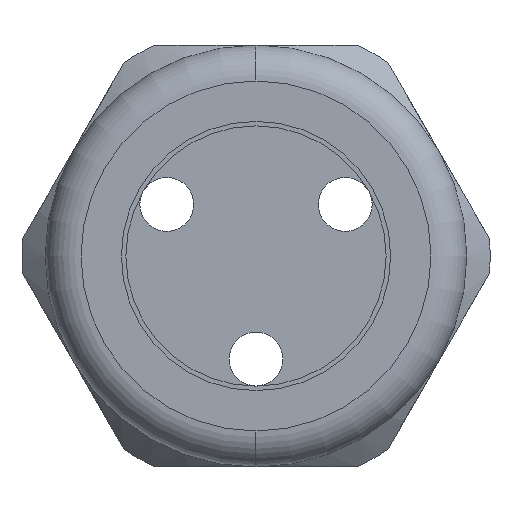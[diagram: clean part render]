
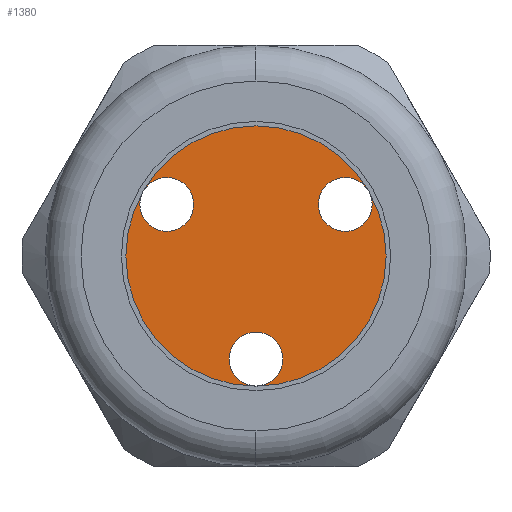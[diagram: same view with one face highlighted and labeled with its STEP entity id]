
A CAD part, left-side view. The second image highlights one B-rep face of the part: STEP entity #1380.
In plain terms, the highlighted planar face has unit normal (-1, 0, 0).
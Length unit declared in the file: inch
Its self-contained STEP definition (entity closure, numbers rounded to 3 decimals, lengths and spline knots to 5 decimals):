
#1248 = EDGE_CURVE ( 'NONE', #1361, #1286, #3941, .T. ) ;
#1253 = VERTEX_POINT ( 'NONE', #3929 ) ;
#1286 = VERTEX_POINT ( 'NONE', #4013 ) ;
#1315 = EDGE_CURVE ( 'NONE', #1253, #1316, #4082, .T. ) ;
#1316 = VERTEX_POINT ( 'NONE', #4077 ) ;
#1337 = VERTEX_POINT ( 'NONE', #4110 ) ;
#1339 = VERTEX_POINT ( 'NONE', #4109 ) ;
#1342 = EDGE_CURVE ( 'NONE', #1343, #1344, #4106, .T. ) ;
#1343 = VERTEX_POINT ( 'NONE', #4097 ) ;
#1344 = VERTEX_POINT ( 'NONE', #4096 ) ;
#1353 = EDGE_CURVE ( 'NONE', #1337, #1339, #4145, .T. ) ;
#1361 = VERTEX_POINT ( 'NONE', #4129 ) ;
#1363 = EDGE_LOOP ( 'NONE', ( #1364, #1366 ) ) ;
#1364 = ORIENTED_EDGE ( 'NONE', *, *, #1365, .F. ) ;
#1365 = EDGE_CURVE ( 'NONE', #1339, #1337, #4127, .T. ) ;
#1366 = ORIENTED_EDGE ( 'NONE', *, *, #1353, .F. ) ;
#1367 = EDGE_LOOP ( 'NONE', ( #1368, #1369 ) ) ;
#1368 = ORIENTED_EDGE ( 'NONE', *, *, #1377, .T. ) ;
#1369 = ORIENTED_EDGE ( 'NONE', *, *, #1342, .T. ) ;
#1377 = EDGE_CURVE ( 'NONE', #1344, #1343, #4177, .T. ) ;
#1380 = ADVANCED_FACE ( 'NONE', ( #4172, #4171, #4170, #4169 ), #4168, .T. ) ;
#1381 = EDGE_LOOP ( 'NONE', ( #1425, #1427 ) ) ;
#1425 = ORIENTED_EDGE ( 'NONE', *, *, #1426, .F. ) ;
#1426 = EDGE_CURVE ( 'NONE', #1286, #1361, #4236, .T. ) ;
#1427 = ORIENTED_EDGE ( 'NONE', *, *, #1248, .F. ) ;
#1428 = EDGE_LOOP ( 'NONE', ( #1429, #1436 ) ) ;
#1429 = ORIENTED_EDGE ( 'NONE', *, *, #1430, .F. ) ;
#1430 = EDGE_CURVE ( 'NONE', #1316, #1253, #4231, .T. ) ;
#1436 = ORIENTED_EDGE ( 'NONE', *, *, #1315, .F. ) ;
#3929 = CARTESIAN_POINT ( 'NONE',  ( -1.35, -0.19898, 0.05488 ) ) ;
#3937 = DIRECTION ( 'NONE',  ( 0., -0.866, -0.5 ) ) ;
#3938 = DIRECTION ( 'NONE',  ( -1., 0., 0. ) ) ;
#3939 = CARTESIAN_POINT ( 'NONE',  ( -1.35, 0.19898, 0.11488 ) ) ;
#3940 = AXIS2_PLACEMENT_3D ( 'NONE', #3939, #3938, #3937 ) ;
#3941 = CIRCLE ( 'NONE', #3940, 0.06 ) ;
#4013 = CARTESIAN_POINT ( 'NONE',  ( -1.35, 0.19898, 0.17488 ) ) ;
#4077 = CARTESIAN_POINT ( 'NONE',  ( -1.35, -0.19898, 0.17488 ) ) ;
#4078 = DIRECTION ( 'NONE',  ( 0., 0.866, -0.5 ) ) ;
#4079 = DIRECTION ( 'NONE',  ( -1., 0., 0. ) ) ;
#4080 = CARTESIAN_POINT ( 'NONE',  ( -1.35, -0.19898, 0.11488 ) ) ;
#4081 = AXIS2_PLACEMENT_3D ( 'NONE', #4080, #4079, #4078 ) ;
#4082 = CIRCLE ( 'NONE', #4081, 0.06 ) ;
#4096 = CARTESIAN_POINT ( 'NONE',  ( -1.35, 0., 0.29 ) ) ;
#4097 = CARTESIAN_POINT ( 'NONE',  ( -1.35, 0., -0.29 ) ) ;
#4098 = DIRECTION ( 'NONE',  ( 0., 0., 1. ) ) ;
#4099 = DIRECTION ( 'NONE',  ( -1., 0., 0. ) ) ;
#4100 = CARTESIAN_POINT ( 'NONE',  ( -1.35, 0., 0. ) ) ;
#4101 = AXIS2_PLACEMENT_3D ( 'NONE', #4100, #4099, #4098 ) ;
#4106 = CIRCLE ( 'NONE', #4101, 0.29 ) ;
#4109 = CARTESIAN_POINT ( 'NONE',  ( -1.35, 0., -0.16976 ) ) ;
#4110 = CARTESIAN_POINT ( 'NONE',  ( -1.35, 0., -0.28976 ) ) ;
#4123 = DIRECTION ( 'NONE',  ( 0., 0., 1. ) ) ;
#4124 = DIRECTION ( 'NONE',  ( -1., 0., 0. ) ) ;
#4125 = CARTESIAN_POINT ( 'NONE',  ( -1.35, 0., -0.22976 ) ) ;
#4126 = AXIS2_PLACEMENT_3D ( 'NONE', #4125, #4124, #4123 ) ;
#4127 = CIRCLE ( 'NONE', #4126, 0.06 ) ;
#4129 = CARTESIAN_POINT ( 'NONE',  ( -1.35, 0.19898, 0.05488 ) ) ;
#4141 = DIRECTION ( 'NONE',  ( 0., 0., 1. ) ) ;
#4142 = DIRECTION ( 'NONE',  ( -1., 0., 0. ) ) ;
#4143 = CARTESIAN_POINT ( 'NONE',  ( -1.35, 0., -0.22976 ) ) ;
#4144 = AXIS2_PLACEMENT_3D ( 'NONE', #4143, #4142, #4141 ) ;
#4145 = CIRCLE ( 'NONE', #4144, 0.06 ) ;
#4164 = DIRECTION ( 'NONE',  ( 0., 0., 1. ) ) ;
#4165 = DIRECTION ( 'NONE',  ( -1., 0., 0. ) ) ;
#4166 = CARTESIAN_POINT ( 'NONE',  ( -1.35, 0., 0. ) ) ;
#4167 = AXIS2_PLACEMENT_3D ( 'NONE', #4166, #4165, #4164 ) ;
#4168 = PLANE ( 'NONE',  #4167 ) ;
#4169 = FACE_OUTER_BOUND ( 'NONE', #1367, .T. ) ;
#4170 = FACE_BOUND ( 'NONE', #1363, .T. ) ;
#4171 = FACE_BOUND ( 'NONE', #1428, .T. ) ;
#4172 = FACE_BOUND ( 'NONE', #1381, .T. ) ;
#4173 = DIRECTION ( 'NONE',  ( 0., 0., 1. ) ) ;
#4174 = DIRECTION ( 'NONE',  ( -1., 0., 0. ) ) ;
#4175 = CARTESIAN_POINT ( 'NONE',  ( -1.35, 0., 0. ) ) ;
#4176 = AXIS2_PLACEMENT_3D ( 'NONE', #4175, #4174, #4173 ) ;
#4177 = CIRCLE ( 'NONE', #4176, 0.29 ) ;
#4227 = DIRECTION ( 'NONE',  ( 0., 0.866, -0.5 ) ) ;
#4228 = DIRECTION ( 'NONE',  ( -1., 0., 0. ) ) ;
#4229 = CARTESIAN_POINT ( 'NONE',  ( -1.35, -0.19898, 0.11488 ) ) ;
#4230 = AXIS2_PLACEMENT_3D ( 'NONE', #4229, #4228, #4227 ) ;
#4231 = CIRCLE ( 'NONE', #4230, 0.06 ) ;
#4232 = DIRECTION ( 'NONE',  ( 0., -0.866, -0.5 ) ) ;
#4233 = DIRECTION ( 'NONE',  ( -1., 0., 0. ) ) ;
#4234 = CARTESIAN_POINT ( 'NONE',  ( -1.35, 0.19898, 0.11488 ) ) ;
#4235 = AXIS2_PLACEMENT_3D ( 'NONE', #4234, #4233, #4232 ) ;
#4236 = CIRCLE ( 'NONE', #4235, 0.06 ) ;
